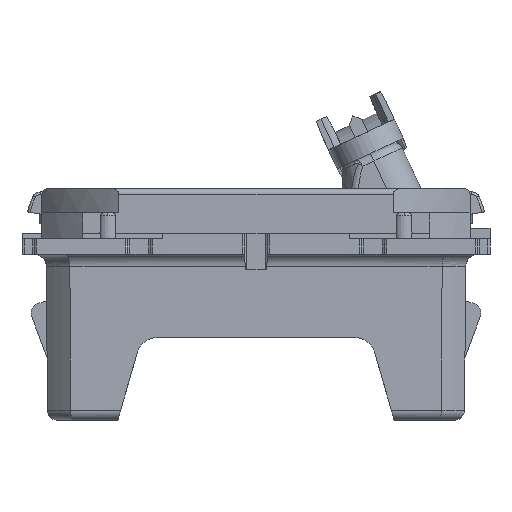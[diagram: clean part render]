
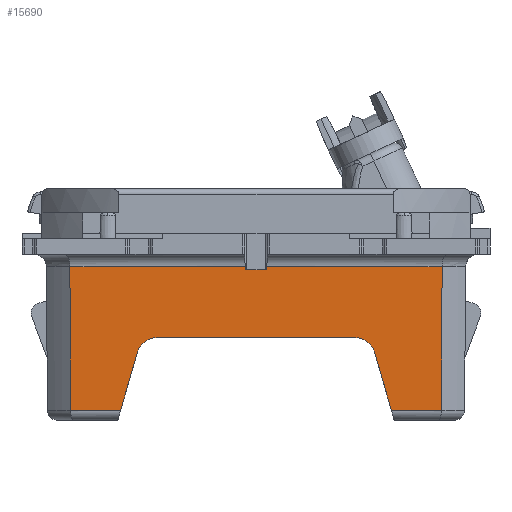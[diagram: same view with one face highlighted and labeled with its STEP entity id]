
A CAD part, left-side view. The second image highlights one B-rep face of the part: STEP entity #15690.
In plain terms, the highlighted planar face has unit normal (-1, 0, -0.009).
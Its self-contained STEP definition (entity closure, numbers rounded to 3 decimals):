
#15626=AXIS2_PLACEMENT_3D('Plane Axis2P3D',#15623,#15624,#15625) ;
#10891=CARTESIAN_POINT('Vertex',(-20.069,-5.115,-20.954)) ;
#10898=CARTESIAN_POINT('Vertex',(-20.19,-5.161,-7.135)) ;
#10902=CARTESIAN_POINT('Control Point',(-20.19,-5.161,-7.135)) ;
#10903=CARTESIAN_POINT('Control Point',(-20.149,-5.146,-11.742)) ;
#10904=CARTESIAN_POINT('Control Point',(-20.109,-5.13,-16.348)) ;
#10905=CARTESIAN_POINT('Control Point',(-20.069,-5.115,-20.954)) ;
#12726=CARTESIAN_POINT('Vertex',(-20.069,30.616,-20.954)) ;
#12746=CARTESIAN_POINT('Line Origine',(-20.069,12.751,-20.954)) ;
#12750=CARTESIAN_POINT('Vertex',(-20.069,25.784,-20.954)) ;
#12777=CARTESIAN_POINT('Vertex',(-20.118,24.169,-15.388)) ;
#12780=CARTESIAN_POINT('Line Origine',(-20.093,24.977,-18.171)) ;
#12975=CARTESIAN_POINT('Control Point',(-20.19,30.662,-7.135)) ;
#12976=CARTESIAN_POINT('Control Point',(-20.149,30.647,-11.742)) ;
#12977=CARTESIAN_POINT('Control Point',(-20.109,30.632,-16.348)) ;
#12978=CARTESIAN_POINT('Control Point',(-20.069,30.616,-20.954)) ;
#12979=CARTESIAN_POINT('Vertex',(-20.19,30.662,-7.135)) ;
#15041=CARTESIAN_POINT('Vertex',(-20.187,11.783,-7.446)) ;
#15045=CARTESIAN_POINT('Control Point',(-20.19,11.776,-7.135)) ;
#15046=CARTESIAN_POINT('Control Point',(-20.189,11.778,-7.239)) ;
#15047=CARTESIAN_POINT('Control Point',(-20.188,11.78,-7.343)) ;
#15048=CARTESIAN_POINT('Control Point',(-20.187,11.783,-7.446)) ;
#15049=CARTESIAN_POINT('Vertex',(-20.19,11.776,-7.135)) ;
#15105=CARTESIAN_POINT('Vertex',(-20.19,13.726,-7.135)) ;
#15109=CARTESIAN_POINT('Control Point',(-20.19,13.726,-7.135)) ;
#15110=CARTESIAN_POINT('Control Point',(-20.189,13.723,-7.239)) ;
#15111=CARTESIAN_POINT('Control Point',(-20.188,13.721,-7.343)) ;
#15112=CARTESIAN_POINT('Control Point',(-20.187,13.719,-7.446)) ;
#15113=CARTESIAN_POINT('Vertex',(-20.187,13.719,-7.446)) ;
#15252=CARTESIAN_POINT('Line Origine',(-20.19,12.751,-7.135)) ;
#15623=CARTESIAN_POINT('Axis2P3D Location',(-20.2,12.751,-5.946)) ;
#15628=CARTESIAN_POINT('Line Origine',(-20.19,12.751,-7.135)) ;
#15634=CARTESIAN_POINT('Control Point',(-20.13,22.248,-13.946)) ;
#15635=CARTESIAN_POINT('Control Point',(-20.13,22.893,-13.946)) ;
#15636=CARTESIAN_POINT('Control Point',(-20.128,23.541,-14.225)) ;
#15637=CARTESIAN_POINT('Control Point',(-20.123,23.99,-14.77)) ;
#15638=CARTESIAN_POINT('Control Point',(-20.118,24.169,-15.388)) ;
#15639=CARTESIAN_POINT('Vertex',(-20.13,22.248,-13.946)) ;
#15642=CARTESIAN_POINT('Line Origine',(-20.13,12.751,-13.946)) ;
#15646=CARTESIAN_POINT('Vertex',(-20.13,3.253,-13.946)) ;
#15650=CARTESIAN_POINT('Control Point',(-20.13,3.253,-13.946)) ;
#15651=CARTESIAN_POINT('Control Point',(-20.13,2.609,-13.946)) ;
#15652=CARTESIAN_POINT('Control Point',(-20.128,1.96,-14.225)) ;
#15653=CARTESIAN_POINT('Control Point',(-20.123,1.512,-14.77)) ;
#15654=CARTESIAN_POINT('Control Point',(-20.118,1.332,-15.388)) ;
#15655=CARTESIAN_POINT('Vertex',(-20.118,1.332,-15.388)) ;
#15659=CARTESIAN_POINT('Control Point',(-20.118,1.332,-15.388)) ;
#15660=CARTESIAN_POINT('Control Point',(-20.069,-0.283,-20.954)) ;
#15661=CARTESIAN_POINT('Vertex',(-20.069,-0.283,-20.954)) ;
#15664=CARTESIAN_POINT('Line Origine',(-20.069,12.751,-20.954)) ;
#15669=CARTESIAN_POINT('Line Origine',(-20.187,12.751,-7.446)) ;
#12747=DIRECTION('Vector Direction',(0.,-1.,0.)) ;
#12781=DIRECTION('Vector Direction',(0.008,0.279,-0.96)) ;
#15253=DIRECTION('Vector Direction',(0.,-1.,0.)) ;
#15624=DIRECTION('Axis2P3D Direction',(-1.,0.,-0.009)) ;
#15625=DIRECTION('Axis2P3D XDirection',(0.,-1.,0.)) ;
#15629=DIRECTION('Vector Direction',(0.,-1.,0.)) ;
#15643=DIRECTION('Vector Direction',(0.,-1.,0.)) ;
#15665=DIRECTION('Vector Direction',(0.,-1.,0.)) ;
#15670=DIRECTION('Vector Direction',(0.,-1.,0.)) ;
#12748=VECTOR('Line Direction',#12747,1.) ;
#12782=VECTOR('Line Direction',#12781,1.) ;
#15254=VECTOR('Line Direction',#15253,1.) ;
#15630=VECTOR('Line Direction',#15629,1.) ;
#15644=VECTOR('Line Direction',#15643,1.) ;
#15666=VECTOR('Line Direction',#15665,1.) ;
#15671=VECTOR('Line Direction',#15670,1.) ;
#15675=ORIENTED_EDGE('',*,*,#15115,.T.) ;
#15676=ORIENTED_EDGE('',*,*,#15632,.T.) ;
#15677=ORIENTED_EDGE('',*,*,#12981,.F.) ;
#15678=ORIENTED_EDGE('',*,*,#12752,.F.) ;
#15679=ORIENTED_EDGE('',*,*,#12784,.F.) ;
#15680=ORIENTED_EDGE('',*,*,#15641,.F.) ;
#15681=ORIENTED_EDGE('',*,*,#15648,.F.) ;
#15682=ORIENTED_EDGE('',*,*,#15657,.T.) ;
#15683=ORIENTED_EDGE('',*,*,#15663,.T.) ;
#15684=ORIENTED_EDGE('',*,*,#15668,.F.) ;
#15685=ORIENTED_EDGE('',*,*,#10906,.T.) ;
#15686=ORIENTED_EDGE('',*,*,#15256,.T.) ;
#15687=ORIENTED_EDGE('',*,*,#15051,.T.) ;
#15688=ORIENTED_EDGE('',*,*,#15673,.F.) ;
#15690=ADVANCED_FACE('Part7.1\\Corps de pi\X2\00E8\X0\ce.2 ( *SOL1 - wsp *MASTER -  )',(#15689),#15627,.T.) ;
#10901=B_SPLINE_CURVE_WITH_KNOTS('',3,(#10902,#10903,#10904,#10905),.UNSPECIFIED.,.F.,.U.,(4,4),(1.682,21.226),.UNSPECIFIED.) ;
#12974=B_SPLINE_CURVE_WITH_KNOTS('',3,(#12975,#12976,#12977,#12978),.UNSPECIFIED.,.F.,.U.,(4,4),(1.682,21.226),.UNSPECIFIED.) ;
#15044=B_SPLINE_CURVE_WITH_KNOTS('',3,(#15045,#15046,#15047,#15048),.UNSPECIFIED.,.F.,.U.,(4,4),(0.,0.442),.UNSPECIFIED.) ;
#15108=B_SPLINE_CURVE_WITH_KNOTS('',3,(#15109,#15110,#15111,#15112),.UNSPECIFIED.,.F.,.U.,(4,4),(0.,0.442),.UNSPECIFIED.) ;
#15633=B_SPLINE_CURVE_WITH_KNOTS('',4,(#15634,#15635,#15636,#15637,#15638),.UNSPECIFIED.,.F.,.U.,(5,5),(0.,3.644),.UNSPECIFIED.) ;
#15649=B_SPLINE_CURVE_WITH_KNOTS('',4,(#15650,#15651,#15652,#15653,#15654),.UNSPECIFIED.,.F.,.U.,(5,5),(0.,3.644),.UNSPECIFIED.) ;
#15658=B_SPLINE_CURVE_WITH_KNOTS('',1,(#15659,#15660),.UNSPECIFIED.,.F.,.U.,(2,2),(-2.898,2.898),.UNSPECIFIED.) ;
#10906=EDGE_CURVE('',#10892,#10899,#10901,.F.) ;
#12752=EDGE_CURVE('',#12751,#12727,#12749,.F.) ;
#12784=EDGE_CURVE('',#12778,#12751,#12783,.T.) ;
#12981=EDGE_CURVE('',#12727,#12980,#12974,.F.) ;
#15051=EDGE_CURVE('',#15050,#15042,#15044,.T.) ;
#15115=EDGE_CURVE('',#15114,#15106,#15108,.F.) ;
#15256=EDGE_CURVE('',#10899,#15050,#15255,.F.) ;
#15632=EDGE_CURVE('',#15106,#12980,#15631,.F.) ;
#15641=EDGE_CURVE('',#15640,#12778,#15633,.T.) ;
#15648=EDGE_CURVE('',#15647,#15640,#15645,.F.) ;
#15657=EDGE_CURVE('',#15647,#15656,#15649,.T.) ;
#15663=EDGE_CURVE('',#15656,#15662,#15658,.T.) ;
#15668=EDGE_CURVE('',#10892,#15662,#15667,.F.) ;
#15673=EDGE_CURVE('',#15114,#15042,#15672,.T.) ;
#15674=EDGE_LOOP('',(#15675,#15676,#15677,#15678,#15679,#15680,#15681,#15682,#15683,#15684,#15685,#15686,#15687,#15688)) ;
#15689=FACE_OUTER_BOUND('',#15674,.T.) ;
#12749=LINE('Line',#12746,#12748) ;
#12783=LINE('Line',#12780,#12782) ;
#15255=LINE('Line',#15252,#15254) ;
#15631=LINE('Line',#15628,#15630) ;
#15645=LINE('Line',#15642,#15644) ;
#15667=LINE('Line',#15664,#15666) ;
#15672=LINE('Line',#15669,#15671) ;
#15627=PLANE('',#15626) ;
#10892=VERTEX_POINT('',#10891) ;
#10899=VERTEX_POINT('',#10898) ;
#12727=VERTEX_POINT('',#12726) ;
#12751=VERTEX_POINT('',#12750) ;
#12778=VERTEX_POINT('',#12777) ;
#12980=VERTEX_POINT('',#12979) ;
#15042=VERTEX_POINT('',#15041) ;
#15050=VERTEX_POINT('',#15049) ;
#15106=VERTEX_POINT('',#15105) ;
#15114=VERTEX_POINT('',#15113) ;
#15640=VERTEX_POINT('',#15639) ;
#15647=VERTEX_POINT('',#15646) ;
#15656=VERTEX_POINT('',#15655) ;
#15662=VERTEX_POINT('',#15661) ;
